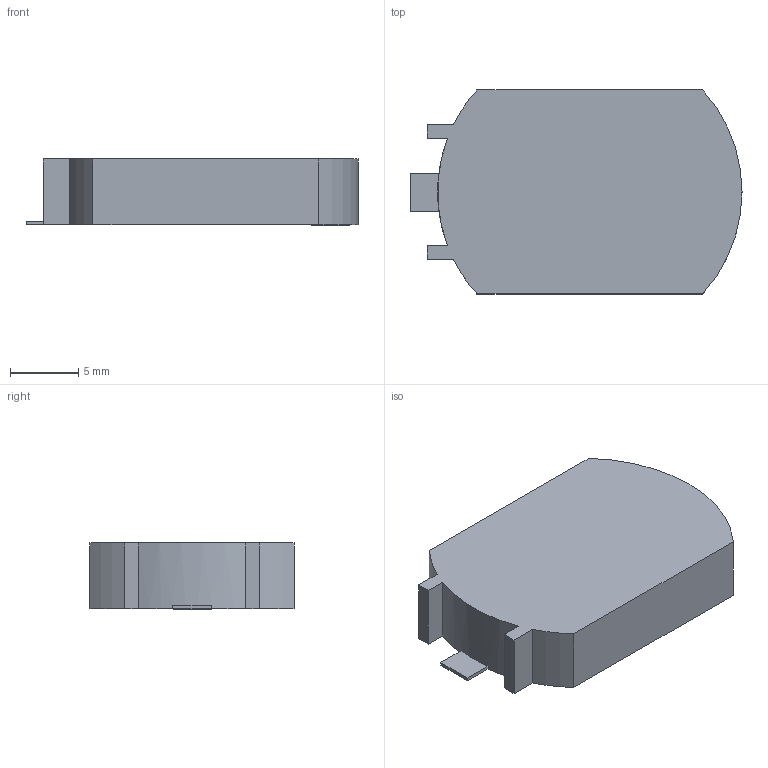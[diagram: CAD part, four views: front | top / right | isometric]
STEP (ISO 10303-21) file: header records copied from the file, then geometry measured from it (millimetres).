
FILE_DESCRIPTION(('FreeCAD Model'),'2;1');
FILE_NAME('BLP2032SM-G.step','2017-07-26T15:25:02',( 'kicad StepUp'),('ksu MCAD'),'Open CASCADE STEP processor 6.8', 'FreeCAD','Unknown');
FILE_SCHEMA(('AUTOMOTIVE_DESIGN_CC2 { 1 2 10303 214 -1 1 5 4 }'));
Length unit declared in the file: millimetre
Products named in the file (2): ASSEMBLY; BLP2032SM-G
Assembly tree (1 placements, depth 2):
  ASSEMBLY
    BLP2032SM-G
Bounding box: 24.38 x 14.99 x 4.85 mm (x, y, z)
Volume: 1503.8 mm3; surface area: 985.9 mm2
Topology: 1 solids, 1 shells, 24 faces, 63 edges, 42 vertices
Faces by surface type: plane 19, cylinder 5
Entity records: 778 total; most frequent: CARTESIAN_POINT 131, DIRECTION 127, ORIENTED_EDGE 126, EDGE_CURVE 63, LINE 51, VECTOR 51, VERTEX_POINT 42, AXIS2_PLACEMENT_3D 38
